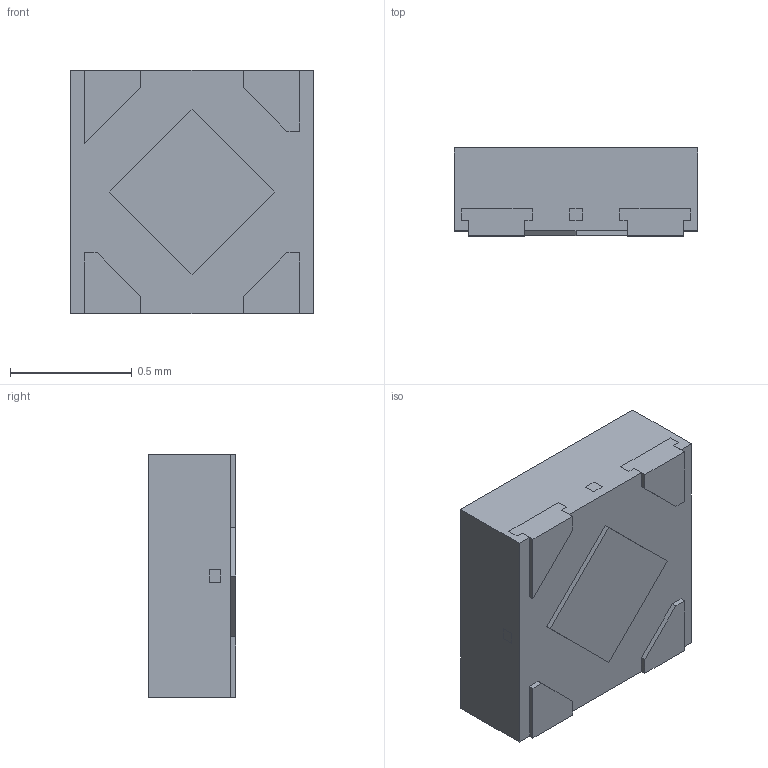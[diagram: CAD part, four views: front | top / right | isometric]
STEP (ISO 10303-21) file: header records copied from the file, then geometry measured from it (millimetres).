
FILE_DESCRIPTION (( 'STEP AP214' ), '1' );
FILE_NAME ('User Library-TI_ DQN_(S-PX2SON-N4)_DQN0004A.STEP', '2017-11-09T07:11:49', ( 'Windows User' ), ( '' ), 'SwSTEP 2.0', 'SolidWorks 2017', '' );
FILE_SCHEMA (( 'AUTOMOTIVE_DESIGN' ));
Length unit declared in the file: millimetre
Products named in the file (3): User Library-TI_ DQN_(S-PX2SON-N4)_DQN0004A_FRAME-SNB04A; User Library-TI_ DQN_(S-PX2SON-N4)_DQN0004A_MOLD-SNB04A; User Library-TI_ DQN_(S-PX2SON-N4)_DQN0004A
Assembly tree (2 placements, depth 2):
  User Library-TI_ DQN_(S-PX2SON-N4)_DQN0004A
    User Library-TI_ DQN_(S-PX2SON-N4)_DQN0004A_MOLD-SNB04A
    User Library-TI_ DQN_(S-PX2SON-N4)_DQN0004A_FRAME-SNB04A
Bounding box: 1 x 0.36 x 1 mm (x, y, z)
Volume: 0.3 mm3; surface area: 6.6 mm2
Topology: 6 solids, 6 shells, 131 faces, 360 edges, 240 vertices
Faces by surface type: plane 131
Entity records: 5677 total; most frequent: CARTESIAN_POINT 736, ORIENTED_EDGE 720, DIRECTION 632, VECTOR 360, LINE 360, EDGE_CURVE 360, VERTEX_POINT 240, UNCERTAINTY_MEASURE_WITH_UNIT 142
